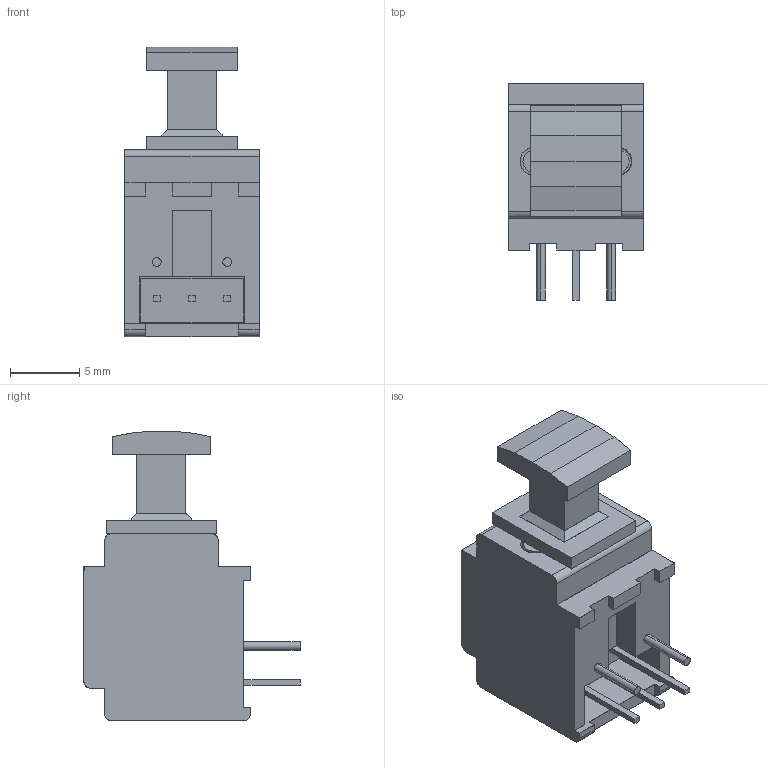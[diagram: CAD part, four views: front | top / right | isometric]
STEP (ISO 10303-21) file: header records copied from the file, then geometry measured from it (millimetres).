
FILE_DESCRIPTION(/* description */ (''),/* implementation_level */ '2;1');
FILE_NAME(/* name */ 'EAPLRAASTEP',/* time_stamp */ '2016-11-07T17:45:27-06:00',/* author */ (''),/* organization */ (''),/* preprocessor_version */ 'ST-DEVELOPER v15',/* originating_system */ '',/* authorisation */ '');
FILE_SCHEMA (('AUTOMOTIVE_DESIGN'));
Length unit declared in the file: millimetre
Products named in the file (1): Document
Bounding box: 9.7 x 15.6 x 20.9 mm (x, y, z)
Surface area: 1685.7 mm2 (no closed solid volume)
Topology: 0 solids, 123 shells, 123 faces, 438 edges, 438 vertices
Faces by surface type: plane 107, bspline 16
Entity records: 5779 total; most frequent: CARTESIAN_POINT 1991, ORIENTED_EDGE 438, EDGE_CURVE 438, VERTEX_POINT 438, B_SPLINE_CURVE_WITH_KNOTS 396, EDGE_LOOP 129, COLOUR_RGB 123, FILL_AREA_STYLE_COLOUR 123
